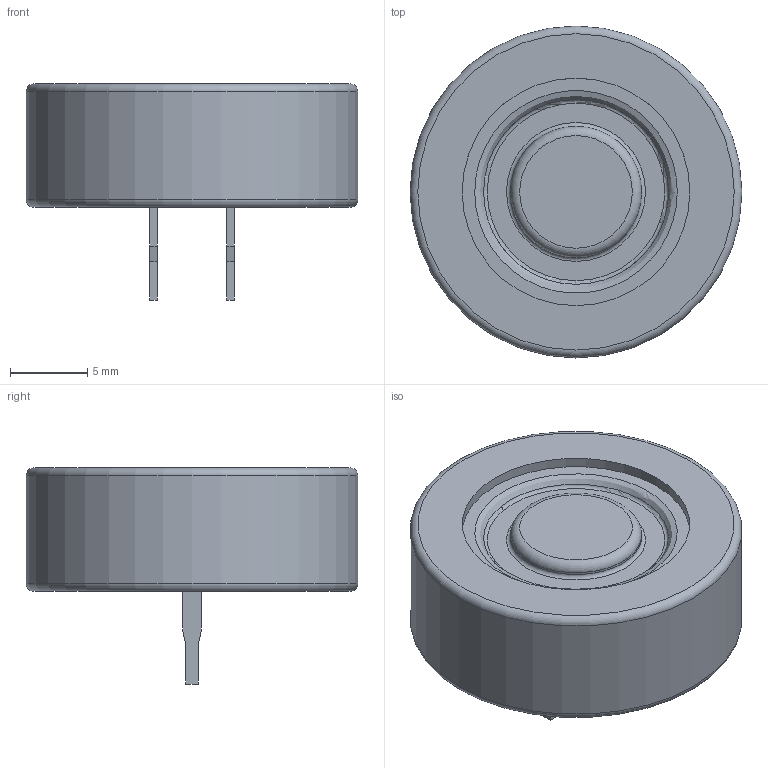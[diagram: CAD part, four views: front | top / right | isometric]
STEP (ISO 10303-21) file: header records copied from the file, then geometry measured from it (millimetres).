
FILE_DESCRIPTION(('FreeCAD Model'),'2;1');
FILE_NAME('EECF5R5U474b.stp', '2019-06-21T11:53:48',('Author'),(''), 'Open CASCADE STEP processor 7.3','FreeCAD','Unknown');
FILE_SCHEMA(('AUTOMOTIVE_DESIGN { 1 0 10303 214 1 1 1 1 }'));
Length unit declared in the file: millimetre
Products named in the file (2): Bottom_Sleeve_Pocket; Array
Bounding box: 21.5 x 21.5 x 14 mm (x, y, z)
Volume: 2724.6 mm3; surface area: 1346.8 mm2
Topology: 3 solids, 3 shells, 36 faces, 73 edges, 47 vertices
Faces by surface type: plane 26, torus 5, cylinder 4, bspline 1
Full cylindrical faces by diameter (mm): 8.5 x1, 14.75 x2, 21.5 x1
Entity records: 2147 total; most frequent: CARTESIAN_POINT 458, DIRECTION 291, LINE 175, VECTOR 175, ORIENTED_EDGE 146, PCURVE 146, DEFINITIONAL_REPRESENTATION 146, EDGE_CURVE 73
